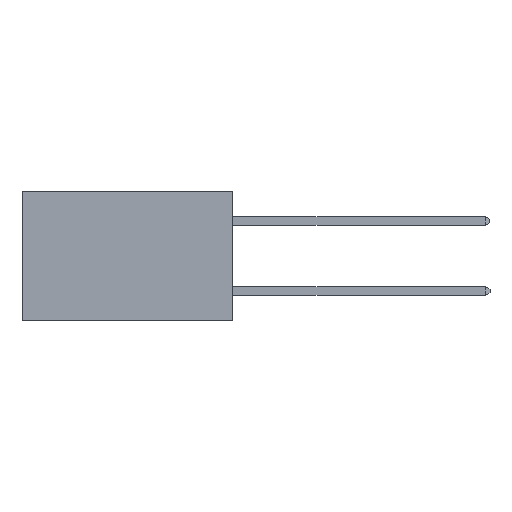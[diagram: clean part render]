
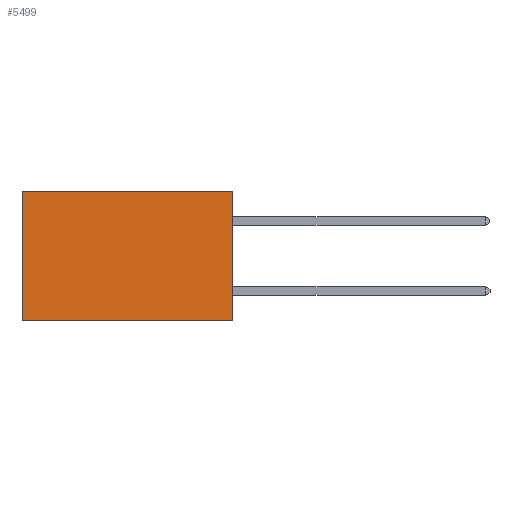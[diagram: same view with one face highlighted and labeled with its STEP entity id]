
A CAD part, left-side view. The second image highlights one B-rep face of the part: STEP entity #5499.
In plain terms, the highlighted planar face has unit normal (-1, 0, 0).
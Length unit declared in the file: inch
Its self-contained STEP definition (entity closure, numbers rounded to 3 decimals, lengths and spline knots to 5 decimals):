
#159 = LINE ( 'NONE', #15617, #15155 ) ;
#1051 = VERTEX_POINT ( 'NONE', #16640 ) ;
#1406 = VECTOR ( 'NONE', #11858, 39.37008 ) ;
#1417 = DIRECTION ( 'NONE',  ( 0., 0., -1. ) ) ;
#1428 = CARTESIAN_POINT ( 'NONE',  ( 0.2875, 0., 0. ) ) ;
#1895 = LINE ( 'NONE', #10228, #1406 ) ;
#1915 = AXIS2_PLACEMENT_3D ( 'NONE', #20244, #11038, #1417 ) ;
#2072 = LINE ( 'NONE', #7533, #17952 ) ;
#2959 = CARTESIAN_POINT ( 'NONE',  ( 0.2875, 0., -0.37 ) ) ;
#2990 = DIRECTION ( 'NONE',  ( 0., 1., 0. ) ) ;
#3628 = VERTEX_POINT ( 'NONE', #13125 ) ;
#3928 = LINE ( 'NONE', #1428, #7213 ) ;
#5310 = FACE_OUTER_BOUND ( 'NONE', #8133, .T. ) ;
#5499 = ADVANCED_FACE ( 'NONE', ( #5310 ), #9367, .F. ) ;
#5679 = ORIENTED_EDGE ( 'NONE', *, *, #20330, .T. ) ;
#7167 = ORIENTED_EDGE ( 'NONE', *, *, #15675, .F. ) ;
#7213 = VECTOR ( 'NONE', #2990, 39.37008 ) ;
#7533 = CARTESIAN_POINT ( 'NONE',  ( 0.2875, 0.6, 0. ) ) ;
#8133 = EDGE_LOOP ( 'NONE', ( #17563, #17136, #7167, #5679 ) ) ;
#9367 = PLANE ( 'NONE',  #1915 ) ;
#10228 = CARTESIAN_POINT ( 'NONE',  ( 0.2875, 0., 0. ) ) ;
#11038 = DIRECTION ( 'NONE',  ( 1., 0., 0. ) ) ;
#11062 = EDGE_CURVE ( 'NONE', #15117, #3628, #2072, .T. ) ;
#11858 = DIRECTION ( 'NONE',  ( 0., 0., -1. ) ) ;
#13125 = CARTESIAN_POINT ( 'NONE',  ( 0.2875, 0.6, -0.37 ) ) ;
#14008 = VERTEX_POINT ( 'NONE', #2959 ) ;
#15117 = VERTEX_POINT ( 'NONE', #18252 ) ;
#15155 = VECTOR ( 'NONE', #17152, 39.37008 ) ;
#15617 = CARTESIAN_POINT ( 'NONE',  ( 0.2875, 0., -0.37 ) ) ;
#15675 = EDGE_CURVE ( 'NONE', #1051, #14008, #1895, .T. ) ;
#16640 = CARTESIAN_POINT ( 'NONE',  ( 0.2875, 0., 0. ) ) ;
#17136 = ORIENTED_EDGE ( 'NONE', *, *, #17631, .F. ) ;
#17152 = DIRECTION ( 'NONE',  ( 0., 1., 0. ) ) ;
#17563 = ORIENTED_EDGE ( 'NONE', *, *, #11062, .T. ) ;
#17631 = EDGE_CURVE ( 'NONE', #14008, #3628, #159, .T. ) ;
#17952 = VECTOR ( 'NONE', #20067, 39.37008 ) ;
#18252 = CARTESIAN_POINT ( 'NONE',  ( 0.2875, 0.6, 0. ) ) ;
#20067 = DIRECTION ( 'NONE',  ( 0., 0., -1. ) ) ;
#20244 = CARTESIAN_POINT ( 'NONE',  ( 0.2875, 0., 0. ) ) ;
#20330 = EDGE_CURVE ( 'NONE', #1051, #15117, #3928, .T. ) ;
